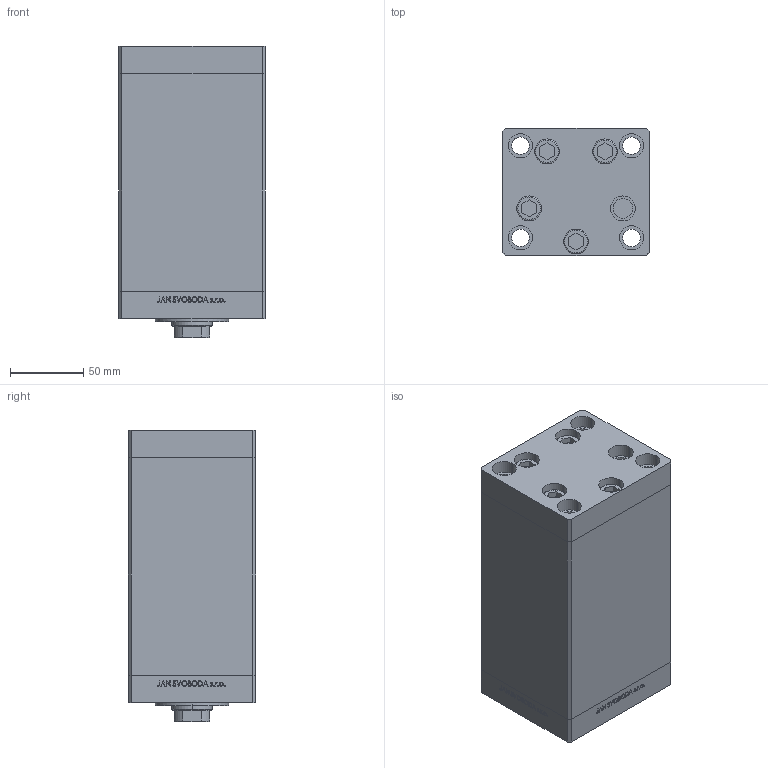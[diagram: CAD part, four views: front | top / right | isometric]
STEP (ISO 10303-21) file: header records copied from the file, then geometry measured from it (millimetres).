
FILE_DESCRIPTION (( 'STEP AP203' ), '1' );
FILE_NAME ('e3bd.STEP', '2024-01-09T13:35:17', ( '' ), ( '' ), 'SwSTEP 2.0', 'SolidWorks 2019', '' );
FILE_SCHEMA (( 'CONFIG_CONTROL_DESIGN' ));
Length unit declared in the file: millimetre
Products named in the file (6): V220C_C MIDDLE 93b3f820c8185ed108b58e9bba97f43c; ALLEN BOLT 93b3f820c8185ed108b58e9bba97f43c; V220C FRONT 93b3f820c8185ed108b58e9bba97f43c; V220C BACK_C 93b3f820c8185ed108b58e9bba97f43c; V220C_VC_C 93b3f820c8185ed108b58e9bba97f43c; e3bd
Assembly tree (13 placements, depth 2):
  e3bd
    ALLEN BOLT 93b3f820c8185ed108b58e9bba97f43c  x9
    V220C_C MIDDLE 93b3f820c8185ed108b58e9bba97f43c
    V220C FRONT 93b3f820c8185ed108b58e9bba97f43c
    V220C_VC_C 93b3f820c8185ed108b58e9bba97f43c
    V220C BACK_C 93b3f820c8185ed108b58e9bba97f43c
Bounding box: 100 x 87 x 199.5 mm (x, y, z)
Volume: 1335404.3 mm3; surface area: 228555.3 mm2
Topology: 13 solids, 13 shells, 1160 faces, 2906 edges, 1906 vertices
Faces by surface type: plane 538, bspline 380, cylinder 160, cone 42, torus 40
Entity records: 49182 total; most frequent: CARTESIAN_POINT 26551, ORIENTED_EDGE 5072, DIRECTION 3295, EDGE_CURVE 2536, VERTEX_POINT 1682, VECTOR 1469, LINE 1469, EDGE_LOOP 1156
